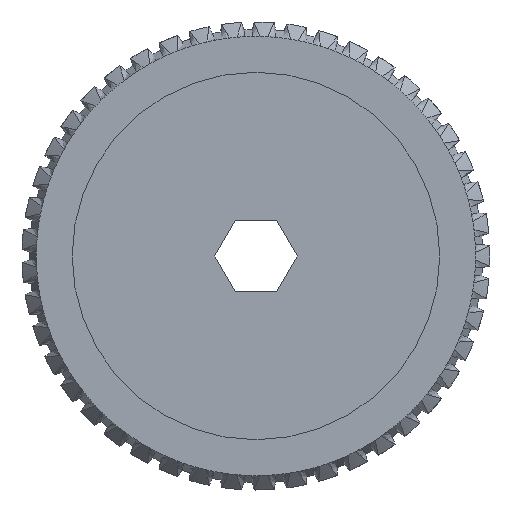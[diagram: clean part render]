
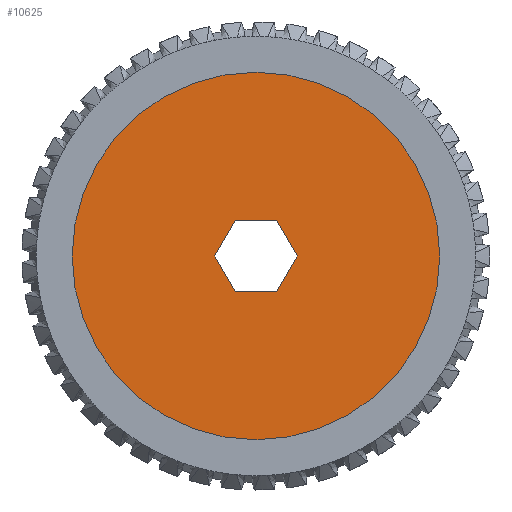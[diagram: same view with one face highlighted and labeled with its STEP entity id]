
A CAD part, front view. The second image highlights one B-rep face of the part: STEP entity #10625.
In plain terms, the highlighted planar face has unit normal (0, -1, 0).
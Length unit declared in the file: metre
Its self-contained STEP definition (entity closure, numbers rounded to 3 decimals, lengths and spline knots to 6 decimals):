
#466=CIRCLE('',#11372,0.012855);
#740=PLANE('',#11373);
#4217=ORIENTED_EDGE('',*,*,#5835,.F.);
#4218=ORIENTED_EDGE('',*,*,#5836,.F.);
#4219=ORIENTED_EDGE('',*,*,#5837,.F.);
#4220=ORIENTED_EDGE('',*,*,#5838,.F.);
#4221=ORIENTED_EDGE('',*,*,#5839,.F.);
#4222=ORIENTED_EDGE('',*,*,#5840,.F.);
#4223=ORIENTED_EDGE('',*,*,#5834,.T.);
#5834=EDGE_CURVE('',#6846,#6846,#466,.T.);
#5835=EDGE_CURVE('',#6847,#6848,#7670,.T.);
#5836=EDGE_CURVE('',#6849,#6847,#7671,.T.);
#5837=EDGE_CURVE('',#6850,#6849,#7672,.T.);
#5838=EDGE_CURVE('',#6851,#6850,#7673,.T.);
#5839=EDGE_CURVE('',#6852,#6851,#7674,.T.);
#5840=EDGE_CURVE('',#6848,#6852,#7675,.T.);
#6846=VERTEX_POINT('',#20354);
#6847=VERTEX_POINT('',#20357);
#6848=VERTEX_POINT('',#20358);
#6849=VERTEX_POINT('',#20360);
#6850=VERTEX_POINT('',#20362);
#6851=VERTEX_POINT('',#20364);
#6852=VERTEX_POINT('',#20366);
#7670=LINE('',#20356,#8498);
#7671=LINE('',#20359,#8499);
#7672=LINE('',#20361,#8500);
#7673=LINE('',#20363,#8501);
#7674=LINE('',#20365,#8502);
#7675=LINE('',#20367,#8503);
#8498=VECTOR('',#13649,1.);
#8499=VECTOR('',#13650,1.);
#8500=VECTOR('',#13651,1.);
#8501=VECTOR('',#13652,1.);
#8502=VECTOR('',#13653,1.);
#8503=VECTOR('',#13654,1.);
#9107=EDGE_LOOP('',(#4217,#4218,#4219,#4220,#4221,#4222));
#9108=EDGE_LOOP('',(#4223));
#9710=FACE_BOUND('',#9107,.T.);
#9711=FACE_BOUND('',#9108,.T.);
#10625=ADVANCED_FACE('',(#9710,#9711),#740,.T.);
#11372=AXIS2_PLACEMENT_3D('',#20353,#13645,#13646);
#11373=AXIS2_PLACEMENT_3D('',#20355,#13647,#13648);
#13645=DIRECTION('',(0.,-1.,0.));
#13646=DIRECTION('',(-1.,0.,0.));
#13647=DIRECTION('',(0.,-1.,0.));
#13648=DIRECTION('',(1.,0.,0.));
#13649=DIRECTION('',(0.5,0.,0.866));
#13650=DIRECTION('',(1.,0.,0.));
#13651=DIRECTION('',(0.5,0.,-0.866));
#13652=DIRECTION('',(-0.5,0.,-0.866));
#13653=DIRECTION('',(-1.,0.,0.));
#13654=DIRECTION('',(-0.5,0.,0.866));
#20353=CARTESIAN_POINT('',(0.,-0.0005,0.));
#20354=CARTESIAN_POINT('',(-0.012855,-0.0005,0.));
#20355=CARTESIAN_POINT('',(0.,-0.0005,0.));
#20356=CARTESIAN_POINT('',(0.002165,-0.0005,-0.00125));
#20357=CARTESIAN_POINT('',(0.001443,-0.0005,-0.0025));
#20358=CARTESIAN_POINT('',(0.002887,-0.0005,0.));
#20359=CARTESIAN_POINT('',(0.,-0.0005,-0.0025));
#20360=CARTESIAN_POINT('',(-0.001443,-0.0005,-0.0025));
#20361=CARTESIAN_POINT('',(-0.002165,-0.0005,-0.00125));
#20362=CARTESIAN_POINT('',(-0.002887,-0.0005,0.));
#20363=CARTESIAN_POINT('',(-0.002165,-0.0005,0.00125));
#20364=CARTESIAN_POINT('',(-0.001443,-0.0005,0.0025));
#20365=CARTESIAN_POINT('',(0.,-0.0005,0.0025));
#20366=CARTESIAN_POINT('',(0.001443,-0.0005,0.0025));
#20367=CARTESIAN_POINT('',(0.002165,-0.0005,0.00125));
